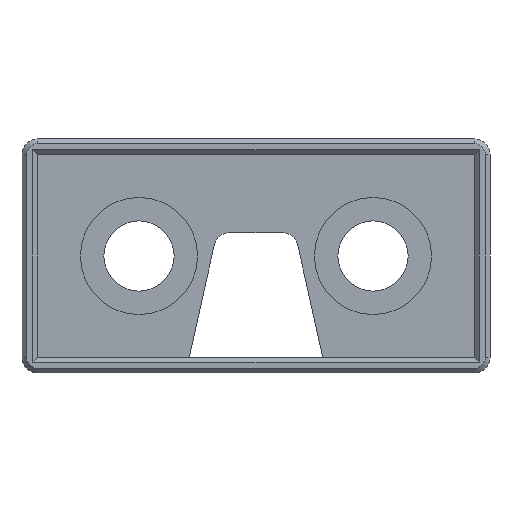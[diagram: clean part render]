
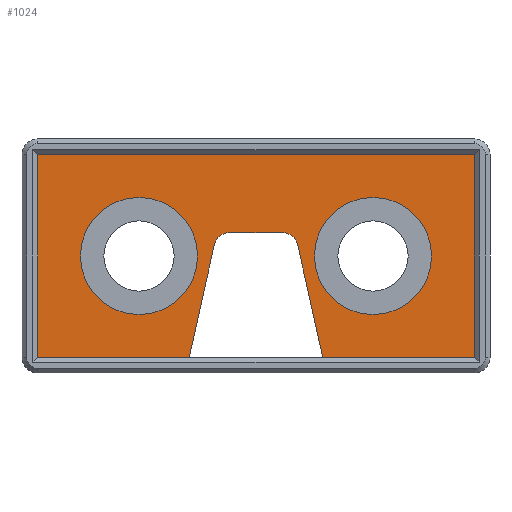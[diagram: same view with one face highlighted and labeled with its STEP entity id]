
A CAD part, front view. The second image highlights one B-rep face of the part: STEP entity #1024.
In plain terms, the highlighted planar face has unit normal (0, -1, 0).
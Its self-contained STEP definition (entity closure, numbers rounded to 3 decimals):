
#18=FACE_BOUND('',#203,.T.);
#19=FACE_BOUND('',#204,.T.);
#64=CIRCLE('',#1115,3.);
#66=CIRCLE('',#1119,2.);
#67=CIRCLE('',#1122,2.);
#69=CIRCLE('',#1126,3.);
#70=CIRCLE('',#1128,7.5);
#71=CIRCLE('',#1129,7.5);
#138=FACE_OUTER_BOUND('',#202,.T.);
#202=EDGE_LOOP('',(#889,#890,#891,#892,#893,#894,#895,#896,#897,#898,#899,
#900));
#203=EDGE_LOOP('',(#901));
#204=EDGE_LOOP('',(#902));
#230=LINE('',#1493,#330);
#234=LINE('',#1500,#334);
#267=LINE('',#1586,#367);
#303=LINE('',#1699,#403);
#306=LINE('',#1707,#406);
#309=LINE('',#1715,#409);
#310=LINE('',#1721,#410);
#311=LINE('',#1722,#411);
#330=VECTOR('',#1173,10.);
#334=VECTOR('',#1177,10.);
#367=VECTOR('',#1266,10.);
#403=VECTOR('',#1392,10.);
#406=VECTOR('',#1401,10.);
#409=VECTOR('',#1410,10.);
#410=VECTOR('',#1419,10.);
#411=VECTOR('',#1420,10.);
#435=VERTEX_POINT('',#1488);
#436=VERTEX_POINT('',#1490);
#437=VERTEX_POINT('',#1492);
#440=VERTEX_POINT('',#1498);
#465=VERTEX_POINT('',#1585);
#496=VERTEX_POINT('',#1692);
#497=VERTEX_POINT('',#1697);
#498=VERTEX_POINT('',#1701);
#499=VERTEX_POINT('',#1705);
#500=VERTEX_POINT('',#1709);
#501=VERTEX_POINT('',#1713);
#502=VERTEX_POINT('',#1720);
#503=VERTEX_POINT('',#1723);
#504=VERTEX_POINT('',#1725);
#524=EDGE_CURVE('',#437,#436,#230,.T.);
#528=EDGE_CURVE('',#435,#440,#234,.T.);
#571=EDGE_CURVE('',#465,#437,#267,.T.);
#626=EDGE_CURVE('',#496,#436,#64,.T.);
#629=EDGE_CURVE('',#496,#497,#303,.T.);
#631=EDGE_CURVE('',#498,#497,#66,.T.);
#633=EDGE_CURVE('',#498,#499,#306,.T.);
#635=EDGE_CURVE('',#500,#499,#67,.T.);
#637=EDGE_CURVE('',#500,#501,#309,.T.);
#639=EDGE_CURVE('',#435,#501,#69,.T.);
#640=EDGE_CURVE('',#440,#502,#310,.T.);
#641=EDGE_CURVE('',#502,#465,#311,.T.);
#642=EDGE_CURVE('',#503,#503,#70,.T.);
#643=EDGE_CURVE('',#504,#504,#71,.T.);
#889=ORIENTED_EDGE('',*,*,#639,.F.);
#890=ORIENTED_EDGE('',*,*,#528,.T.);
#891=ORIENTED_EDGE('',*,*,#640,.T.);
#892=ORIENTED_EDGE('',*,*,#641,.T.);
#893=ORIENTED_EDGE('',*,*,#571,.T.);
#894=ORIENTED_EDGE('',*,*,#524,.T.);
#895=ORIENTED_EDGE('',*,*,#626,.F.);
#896=ORIENTED_EDGE('',*,*,#629,.T.);
#897=ORIENTED_EDGE('',*,*,#631,.F.);
#898=ORIENTED_EDGE('',*,*,#633,.T.);
#899=ORIENTED_EDGE('',*,*,#635,.F.);
#900=ORIENTED_EDGE('',*,*,#637,.T.);
#901=ORIENTED_EDGE('',*,*,#642,.T.);
#902=ORIENTED_EDGE('',*,*,#643,.T.);
#967=PLANE('',#1127);
#1024=ADVANCED_FACE('',(#138,#18,#19),#967,.F.);
#1115=AXIS2_PLACEMENT_3D('',#1694,#1385,#1386);
#1119=AXIS2_PLACEMENT_3D('',#1703,#1396,#1397);
#1122=AXIS2_PLACEMENT_3D('',#1711,#1405,#1406);
#1126=AXIS2_PLACEMENT_3D('',#1718,#1415,#1416);
#1127=AXIS2_PLACEMENT_3D('',#1719,#1417,#1418);
#1128=AXIS2_PLACEMENT_3D('',#1724,#1421,#1422);
#1129=AXIS2_PLACEMENT_3D('',#1726,#1423,#1424);
#1173=DIRECTION('',(1.,0.,0.));
#1177=DIRECTION('',(1.,0.,0.));
#1266=DIRECTION('',(0.,0.,-1.));
#1385=DIRECTION('center_axis',(0.,1.,0.));
#1386=DIRECTION('ref_axis',(0.626,0.,-0.78));
#1392=DIRECTION('',(0.217,0.,0.976));
#1396=DIRECTION('center_axis',(0.,-1.,0.));
#1397=DIRECTION('ref_axis',(-0.626,0.,0.78));
#1401=DIRECTION('',(1.,0.,0.));
#1405=DIRECTION('center_axis',(0.,-1.,0.));
#1406=DIRECTION('ref_axis',(0.626,0.,0.78));
#1410=DIRECTION('',(0.217,0.,-0.976));
#1415=DIRECTION('center_axis',(0.,1.,0.));
#1416=DIRECTION('ref_axis',(-0.626,0.,-0.78));
#1417=DIRECTION('center_axis',(0.,1.,0.));
#1418=DIRECTION('ref_axis',(1.,0.,0.));
#1419=DIRECTION('',(0.,0.,1.));
#1420=DIRECTION('',(-1.,0.,0.));
#1421=DIRECTION('center_axis',(0.,1.,0.));
#1422=DIRECTION('ref_axis',(0.,0.,-1.));
#1423=DIRECTION('center_axis',(0.,1.,0.));
#1424=DIRECTION('ref_axis',(0.,0.,-1.));
#1488=CARTESIAN_POINT('',(8.578,0.,-13.));
#1490=CARTESIAN_POINT('',(-8.578,0.,-13.));
#1492=CARTESIAN_POINT('',(-28.,0.,-13.));
#1493=CARTESIAN_POINT('',(14.,0.,-13.));
#1498=CARTESIAN_POINT('',(28.,0.,-13.));
#1500=CARTESIAN_POINT('',(14.,0.,-13.));
#1585=CARTESIAN_POINT('',(-28.,0.,13.));
#1586=CARTESIAN_POINT('',(-28.,0.,-6.5));
#1692=CARTESIAN_POINT('',(-8.478,0.,-12.651));
#1694=CARTESIAN_POINT('Origin',(-11.407,0.,-12.));
#1697=CARTESIAN_POINT('',(-5.348,0.,1.434));
#1699=CARTESIAN_POINT('',(-5.2,0.,2.1));
#1701=CARTESIAN_POINT('',(-3.396,0.,3.));
#1703=CARTESIAN_POINT('Origin',(-3.396,0.,1.));
#1705=CARTESIAN_POINT('',(3.396,0.,3.));
#1707=CARTESIAN_POINT('',(2.5,0.,3.));
#1709=CARTESIAN_POINT('',(5.348,0.,1.434));
#1711=CARTESIAN_POINT('Origin',(3.396,0.,1.));
#1713=CARTESIAN_POINT('',(8.478,0.,-12.651));
#1715=CARTESIAN_POINT('',(7.2,0.,-6.9));
#1718=CARTESIAN_POINT('Origin',(11.407,0.,-12.));
#1719=CARTESIAN_POINT('Origin',(0.,0.,0.));
#1720=CARTESIAN_POINT('',(28.,0.,13.));
#1721=CARTESIAN_POINT('',(28.,0.,6.5));
#1722=CARTESIAN_POINT('',(-14.,0.,13.));
#1723=CARTESIAN_POINT('',(-15.,0.,7.5));
#1724=CARTESIAN_POINT('Origin',(-15.,0.,0.));
#1725=CARTESIAN_POINT('',(15.,0.,7.5));
#1726=CARTESIAN_POINT('Origin',(15.,0.,0.));
